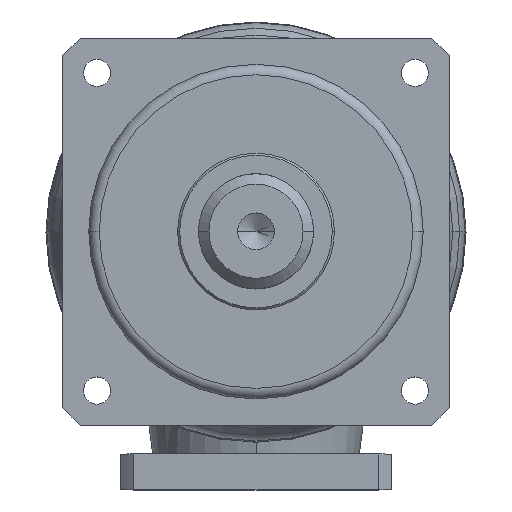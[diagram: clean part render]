
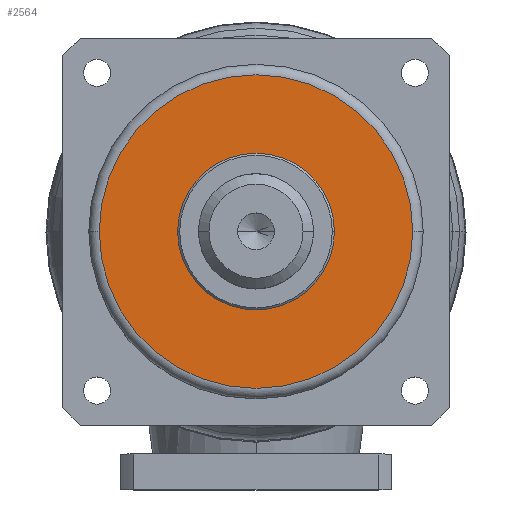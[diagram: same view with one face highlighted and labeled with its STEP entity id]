
A CAD part, top view. The second image highlights one B-rep face of the part: STEP entity #2564.
In plain terms, the highlighted planar face has unit normal (0, 0, 1).
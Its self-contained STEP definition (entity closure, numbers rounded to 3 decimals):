
#127 = AXIS2_PLACEMENT_3D ( 'NONE', #3791, #1795, #4110 ) ;
#252 = VERTEX_POINT ( 'NONE', #3012 ) ;
#397 = FACE_OUTER_BOUND ( 'NONE', #807, .T. ) ;
#439 = DIRECTION ( 'NONE',  ( 0., 0., 1. ) ) ;
#523 = DIRECTION ( 'NONE',  ( 0., 0., 1. ) ) ;
#530 = AXIS2_PLACEMENT_3D ( 'NONE', #4139, #439, #2829 ) ;
#715 = DIRECTION ( 'NONE',  ( 0., 0., 1. ) ) ;
#807 = EDGE_LOOP ( 'NONE', ( #2577, #2572 ) ) ;
#843 = CIRCLE ( 'NONE', #2106, 37.5 ) ;
#1118 = EDGE_CURVE ( 'NONE', #3337, #252, #843, .T. ) ;
#1378 = EDGE_CURVE ( 'NONE', #4033, #3789, #2600, .T. ) ;
#1429 = CARTESIAN_POINT ( 'NONE',  ( 0., 0., 149. ) ) ;
#1468 = CIRCLE ( 'NONE', #2163, 37.5 ) ;
#1474 = CARTESIAN_POINT ( 'NONE',  ( 75., 0., 149. ) ) ;
#1722 = ORIENTED_EDGE ( 'NONE', *, *, #1118, .F. ) ;
#1758 = DIRECTION ( 'NONE',  ( 1., 0., 0. ) ) ;
#1795 = DIRECTION ( 'NONE',  ( 0., 0., 1. ) ) ;
#1803 = AXIS2_PLACEMENT_3D ( 'NONE', #2584, #523, #2904 ) ;
#2106 = AXIS2_PLACEMENT_3D ( 'NONE', #1429, #3763, #1758 ) ;
#2111 = FACE_BOUND ( 'NONE', #2231, .T. ) ;
#2163 = AXIS2_PLACEMENT_3D ( 'NONE', #2747, #715, #3068 ) ;
#2231 = EDGE_LOOP ( 'NONE', ( #1722, #4166 ) ) ;
#2564 = ADVANCED_FACE ( 'NONE', ( #397, #2111 ), #3478, .T. ) ;
#2572 = ORIENTED_EDGE ( 'NONE', *, *, #1378, .T. ) ;
#2577 = ORIENTED_EDGE ( 'NONE', *, *, #3219, .T. ) ;
#2584 = CARTESIAN_POINT ( 'NONE',  ( 0., 0., 149. ) ) ;
#2600 = CIRCLE ( 'NONE', #1803, 75. ) ;
#2747 = CARTESIAN_POINT ( 'NONE',  ( 0., 0., 149. ) ) ;
#2797 = CIRCLE ( 'NONE', #127, 75. ) ;
#2829 = DIRECTION ( 'NONE',  ( 1., 0., 0. ) ) ;
#2839 = CARTESIAN_POINT ( 'NONE',  ( 37.5, 0., 149. ) ) ;
#2904 = DIRECTION ( 'NONE',  ( 1., 0., 0. ) ) ;
#3012 = CARTESIAN_POINT ( 'NONE',  ( -37.5, 0., 149. ) ) ;
#3068 = DIRECTION ( 'NONE',  ( 1., 0., 0. ) ) ;
#3219 = EDGE_CURVE ( 'NONE', #3789, #4033, #2797, .T. ) ;
#3249 = CARTESIAN_POINT ( 'NONE',  ( -75., 0., 149. ) ) ;
#3337 = VERTEX_POINT ( 'NONE', #2839 ) ;
#3478 = PLANE ( 'NONE',  #530 ) ;
#3763 = DIRECTION ( 'NONE',  ( 0., 0., 1. ) ) ;
#3789 = VERTEX_POINT ( 'NONE', #1474 ) ;
#3791 = CARTESIAN_POINT ( 'NONE',  ( 0., 0., 149. ) ) ;
#4033 = VERTEX_POINT ( 'NONE', #3249 ) ;
#4110 = DIRECTION ( 'NONE',  ( 1., 0., 0. ) ) ;
#4139 = CARTESIAN_POINT ( 'NONE',  ( 0., 0., 149. ) ) ;
#4166 = ORIENTED_EDGE ( 'NONE', *, *, #4177, .F. ) ;
#4177 = EDGE_CURVE ( 'NONE', #252, #3337, #1468, .T. ) ;
